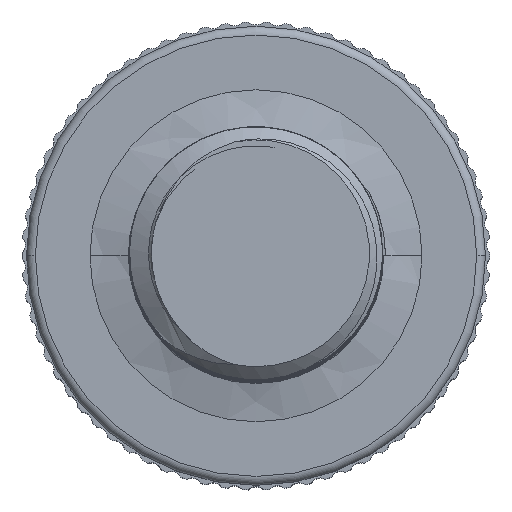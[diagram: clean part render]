
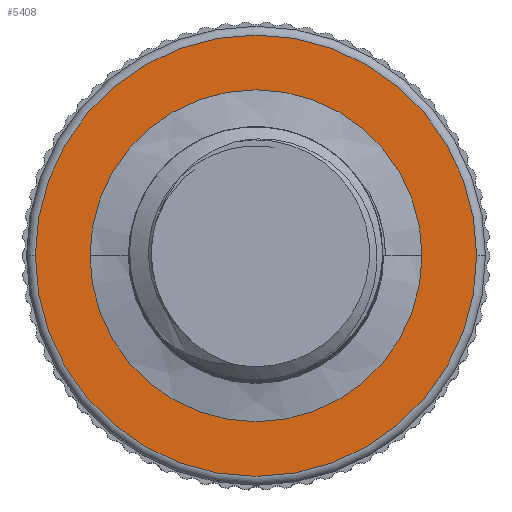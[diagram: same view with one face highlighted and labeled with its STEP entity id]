
A CAD part, top view. The second image highlights one B-rep face of the part: STEP entity #5408.
In plain terms, the highlighted planar face has unit normal (0, 0, 1).
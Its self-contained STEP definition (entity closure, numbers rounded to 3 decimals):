
#347 = DIRECTION ( 'NONE',  ( -1., 0., 0. ) ) ;
#431 = CARTESIAN_POINT ( 'NONE',  ( 0., 0., 2.9 ) ) ;
#1037 = CIRCLE ( 'NONE', #14807, 1.88 ) ;
#1810 = CIRCLE ( 'NONE', #12142, 1.88 ) ;
#1872 = AXIS2_PLACEMENT_3D ( 'NONE', #12407, #3884, #16367 ) ;
#2906 = EDGE_CURVE ( 'NONE', #3329, #6265, #4738, .T. ) ;
#3103 = VERTEX_POINT ( 'NONE', #3653 ) ;
#3271 = PLANE ( 'NONE',  #6900 ) ;
#3329 = VERTEX_POINT ( 'NONE', #11273 ) ;
#3374 = ORIENTED_EDGE ( 'NONE', *, *, #2906, .T. ) ;
#3598 = ORIENTED_EDGE ( 'NONE', *, *, #16285, .F. ) ;
#3653 = CARTESIAN_POINT ( 'NONE',  ( -1.88, 0., 2.9 ) ) ;
#3835 = ORIENTED_EDGE ( 'NONE', *, *, #5439, .T. ) ;
#3884 = DIRECTION ( 'NONE',  ( 0., 0., 1. ) ) ;
#4443 = CARTESIAN_POINT ( 'NONE',  ( 0., 0., 2.9 ) ) ;
#4712 = CARTESIAN_POINT ( 'NONE',  ( 2.5, 0., 2.9 ) ) ;
#4738 = CIRCLE ( 'NONE', #1872, 2.5 ) ;
#4796 = DIRECTION ( 'NONE',  ( 1., 0., 0. ) ) ;
#5408 = ADVANCED_FACE ( 'NONE', ( #14408, #8656 ), #3271, .T. ) ;
#5439 = EDGE_CURVE ( 'NONE', #6265, #3329, #8614, .T. ) ;
#5458 = AXIS2_PLACEMENT_3D ( 'NONE', #4443, #11439, #4796 ) ;
#6044 = CARTESIAN_POINT ( 'NONE',  ( 0., 0., 2.9 ) ) ;
#6265 = VERTEX_POINT ( 'NONE', #4712 ) ;
#6900 = AXIS2_PLACEMENT_3D ( 'NONE', #6044, #8571, #11355 ) ;
#7106 = EDGE_CURVE ( 'NONE', #3103, #15792, #1810, .T. ) ;
#7171 = DIRECTION ( 'NONE',  ( 0., 0., 1. ) ) ;
#8571 = DIRECTION ( 'NONE',  ( 0., 0., 1. ) ) ;
#8614 = CIRCLE ( 'NONE', #5458, 2.5 ) ;
#8656 = FACE_BOUND ( 'NONE', #14857, .T. ) ;
#8881 = DIRECTION ( 'NONE',  ( -1., 0., 0. ) ) ;
#10245 = ORIENTED_EDGE ( 'NONE', *, *, #7106, .F. ) ;
#11273 = CARTESIAN_POINT ( 'NONE',  ( -2.5, 0., 2.9 ) ) ;
#11355 = DIRECTION ( 'NONE',  ( 1., 0., 0. ) ) ;
#11439 = DIRECTION ( 'NONE',  ( 0., 0., 1. ) ) ;
#11622 = CARTESIAN_POINT ( 'NONE',  ( 1.88, 0., 2.9 ) ) ;
#12142 = AXIS2_PLACEMENT_3D ( 'NONE', #12735, #7171, #8881 ) ;
#12407 = CARTESIAN_POINT ( 'NONE',  ( 0., 0., 2.9 ) ) ;
#12735 = CARTESIAN_POINT ( 'NONE',  ( 0., 0., 2.9 ) ) ;
#12940 = EDGE_LOOP ( 'NONE', ( #3835, #3374 ) ) ;
#14408 = FACE_OUTER_BOUND ( 'NONE', #12940, .T. ) ;
#14807 = AXIS2_PLACEMENT_3D ( 'NONE', #431, #16777, #347 ) ;
#14857 = EDGE_LOOP ( 'NONE', ( #10245, #3598 ) ) ;
#15792 = VERTEX_POINT ( 'NONE', #11622 ) ;
#16285 = EDGE_CURVE ( 'NONE', #15792, #3103, #1037, .T. ) ;
#16367 = DIRECTION ( 'NONE',  ( 1., 0., 0. ) ) ;
#16777 = DIRECTION ( 'NONE',  ( 0., 0., 1. ) ) ;
